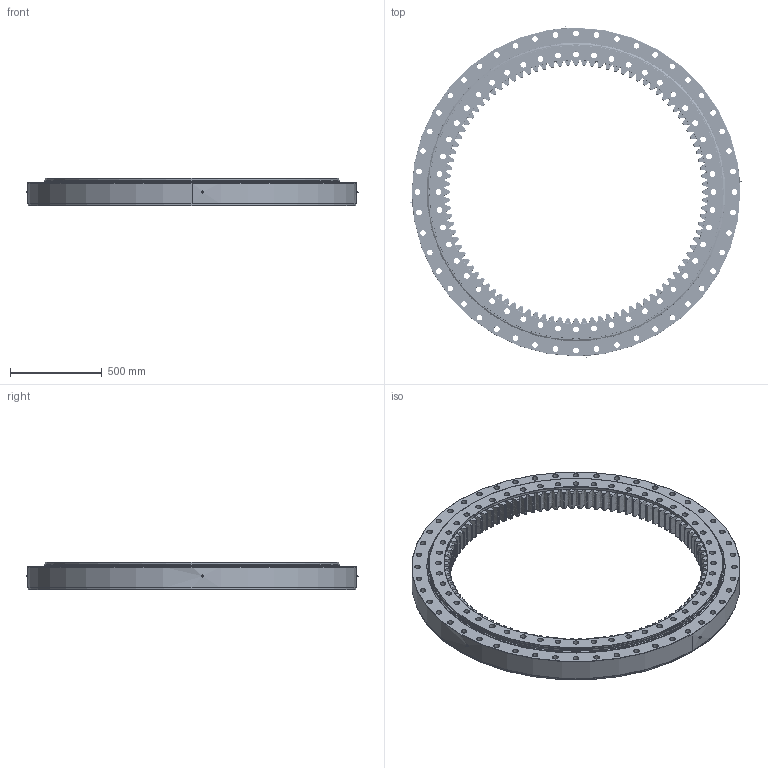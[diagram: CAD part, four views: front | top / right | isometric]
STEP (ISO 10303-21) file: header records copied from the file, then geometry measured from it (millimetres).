
FILE_DESCRIPTION (( 'STEP AP214' ), '1' );
FILE_NAME ('I.1790.50.10.D.1-RV-SH.STEP', '2019-11-12T07:13:01', ( '' ), ( '' ), 'SwSTEP 2.0', 'SolidWorks 2016', '' );
FILE_SCHEMA (( 'AUTOMOTIVE_DESIGN' ));
Length unit declared in the file: millimetre
Products named in the file (1): I.1790.50.10.D.1-RV-SH
Bounding box: 1808.45 x 1808.45 x 150 mm (x, y, z)
Surface area: 4974421.4 mm2 (no closed solid volume)
Topology: 0 solids, 16 shells, 673 faces, 1980 edges, 1326 vertices
Faces by surface type: cylinder 304, cone 228, bspline 100, plane 21, torus 20
Entity records: 92863 total; most frequent: CARTESIAN_POINT 67822, ORIENTED_EDGE 3878, DIRECTION 3400, EDGE_CURVE 1980, AXIS2_PLACEMENT_3D 1478, VERTEX_POINT 1326, CIRCLE 904, EDGE_LOOP 882
